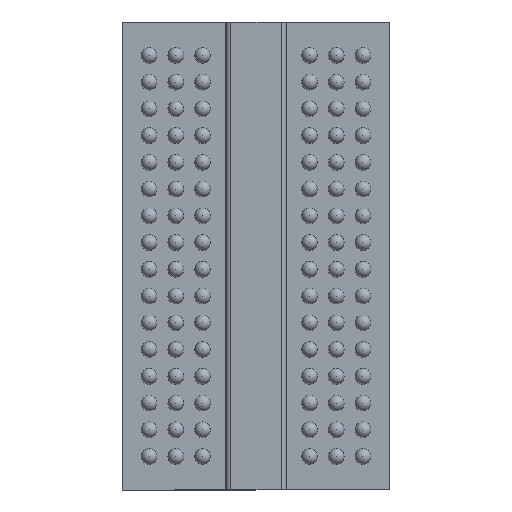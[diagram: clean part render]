
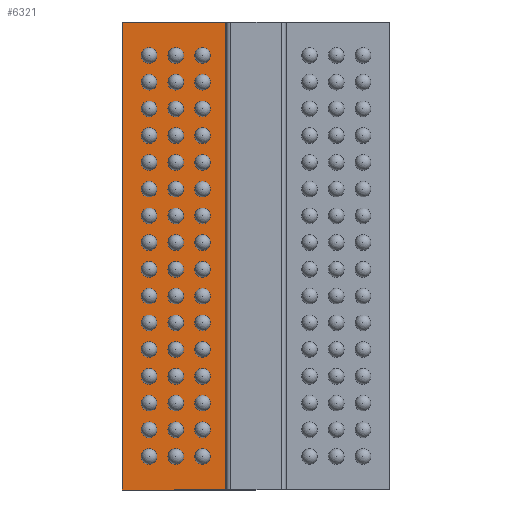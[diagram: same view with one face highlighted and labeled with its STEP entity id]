
A CAD part, front view. The second image highlights one B-rep face of the part: STEP entity #6321.
In plain terms, the highlighted planar face has unit normal (0, -1, 0).
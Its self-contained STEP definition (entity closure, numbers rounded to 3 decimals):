
#108 = VERTEX_POINT ( 'NONE', #5724 ) ;
#384 = VERTEX_POINT ( 'NONE', #4243 ) ;
#616 = DIRECTION ( 'NONE',  ( 1., 0., 0. ) ) ;
#677 = DIRECTION ( 'NONE',  ( -1., 0., 0. ) ) ;
#1159 = VECTOR ( 'NONE', #6819, 1000. ) ;
#1720 = EDGE_CURVE ( 'NONE', #384, #3807, #7636, .T. ) ;
#1912 = CARTESIAN_POINT ( 'NONE',  ( 0., 0.34, 0. ) ) ;
#1938 = CARTESIAN_POINT ( 'NONE',  ( -4., 0.34, 7. ) ) ;
#1939 = EDGE_CURVE ( 'NONE', #6866, #108, #5793, .T. ) ;
#1943 = ORIENTED_EDGE ( 'NONE', *, *, #3309, .T. ) ;
#2027 = CARTESIAN_POINT ( 'NONE',  ( -0.9, 0.34, 7. ) ) ;
#2304 = LINE ( 'NONE', #7172, #6003 ) ;
#2511 = PLANE ( 'NONE',  #4510 ) ;
#2666 = CARTESIAN_POINT ( 'NONE',  ( -4., 0.34, 7. ) ) ;
#3276 = ORIENTED_EDGE ( 'NONE', *, *, #1939, .T. ) ;
#3309 = EDGE_CURVE ( 'NONE', #3807, #6866, #5959, .T. ) ;
#3526 = VECTOR ( 'NONE', #7978, 1000. ) ;
#3807 = VERTEX_POINT ( 'NONE', #2027 ) ;
#4166 = CARTESIAN_POINT ( 'NONE',  ( -0.9, 0.34, -8.807 ) ) ;
#4230 = VECTOR ( 'NONE', #677, 1000. ) ;
#4243 = CARTESIAN_POINT ( 'NONE',  ( -0.9, 0.34, -7. ) ) ;
#4510 = AXIS2_PLACEMENT_3D ( 'NONE', #1912, #4596, #616 ) ;
#4518 = DIRECTION ( 'NONE',  ( 1., 0., 0. ) ) ;
#4596 = DIRECTION ( 'NONE',  ( 0., -1., 0. ) ) ;
#5474 = CARTESIAN_POINT ( 'NONE',  ( -4., 0.34, 7. ) ) ;
#5724 = CARTESIAN_POINT ( 'NONE',  ( -4., 0.34, -7. ) ) ;
#5793 = LINE ( 'NONE', #5474, #3526 ) ;
#5959 = LINE ( 'NONE', #2666, #4230 ) ;
#6003 = VECTOR ( 'NONE', #4518, 1000. ) ;
#6201 = FACE_OUTER_BOUND ( 'NONE', #8519, .T. ) ;
#6321 = ADVANCED_FACE ( 'NONE', ( #6201 ), #2511, .T. ) ;
#6326 = EDGE_CURVE ( 'NONE', #108, #384, #2304, .T. ) ;
#6819 = DIRECTION ( 'NONE',  ( 0., 0., 1. ) ) ;
#6866 = VERTEX_POINT ( 'NONE', #1938 ) ;
#7172 = CARTESIAN_POINT ( 'NONE',  ( -4., 0.34, -7. ) ) ;
#7636 = LINE ( 'NONE', #4166, #1159 ) ;
#7806 = ORIENTED_EDGE ( 'NONE', *, *, #6326, .T. ) ;
#7978 = DIRECTION ( 'NONE',  ( 0., 0., -1. ) ) ;
#8494 = ORIENTED_EDGE ( 'NONE', *, *, #1720, .T. ) ;
#8519 = EDGE_LOOP ( 'NONE', ( #7806, #8494, #1943, #3276 ) ) ;
